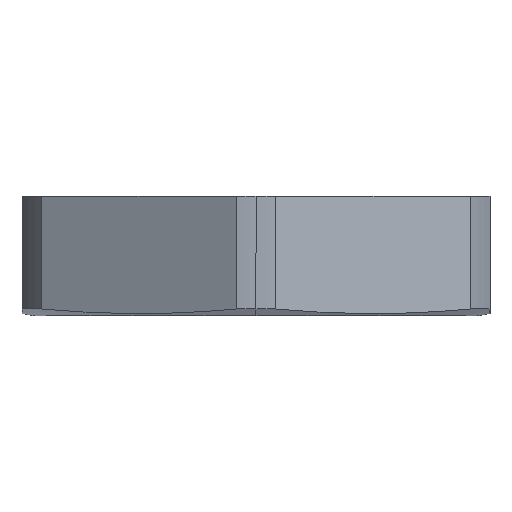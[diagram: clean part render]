
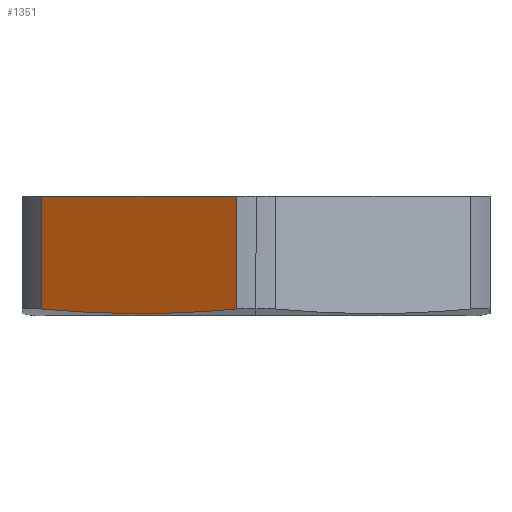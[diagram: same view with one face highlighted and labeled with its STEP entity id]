
A CAD part, left-side view. The second image highlights one B-rep face of the part: STEP entity #1351.
In plain terms, the highlighted planar face has unit normal (-0.866, 0.5, 0).
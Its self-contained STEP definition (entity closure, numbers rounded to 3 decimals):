
#15 = AXIS2_PLACEMENT_3D ( 'NONE', #598, #615, #1328 ) ;
#34 = LINE ( 'NONE', #956, #708 ) ;
#40 = PLANE ( 'NONE',  #15 ) ;
#97 = FACE_OUTER_BOUND ( 'NONE', #790, .T. ) ;
#101 = VERTEX_POINT ( 'NONE', #1536 ) ;
#106 = CARTESIAN_POINT ( 'NONE',  ( -3.884, 4.273, 0.085 ) ) ;
#109 = EDGE_CURVE ( 'NONE', #101, #511, #1102, .T. ) ;
#223 = CARTESIAN_POINT ( 'NONE',  ( -3.444, 5.035, 10. ) ) ;
#253 = CARTESIAN_POINT ( 'NONE',  ( -3.175, 5.5, 2.8 ) ) ;
#268 = LINE ( 'NONE', #253, #305 ) ;
#305 = VECTOR ( 'NONE', #1277, 1000. ) ;
#339 = CARTESIAN_POINT ( 'NONE',  ( -4.763, 2.75, 0.006 ) ) ;
#446 = EDGE_CURVE ( 'NONE', #101, #1090, #1334, .T. ) ;
#475 = ORIENTED_EDGE ( 'NONE', *, *, #109, .T. ) ;
#511 = VERTEX_POINT ( 'NONE', #794 ) ;
#533 = VERTEX_POINT ( 'NONE', #661 ) ;
#553 = ORIENTED_EDGE ( 'NONE', *, *, #1233, .F. ) ;
#598 = CARTESIAN_POINT ( 'NONE',  ( -3.175, 5.5, 2.8 ) ) ;
#615 = DIRECTION ( 'NONE',  ( 0.866, -0.5, 0. ) ) ;
#661 = CARTESIAN_POINT ( 'NONE',  ( -6.082, 0.465, 2.8 ) ) ;
#682 = CARTESIAN_POINT ( 'NONE',  ( -5.643, 1.227, 0.085 ) ) ;
#708 = VECTOR ( 'NONE', #1074, 1000. ) ;
#756 = EDGE_CURVE ( 'NONE', #1090, #533, #268, .T. ) ;
#790 = EDGE_LOOP ( 'NONE', ( #553, #1030, #920, #475 ) ) ;
#794 = CARTESIAN_POINT ( 'NONE',  ( -6.082, 0.465, 0.154 ) ) ;
#920 = ORIENTED_EDGE ( 'NONE', *, *, #446, .F. ) ;
#956 = CARTESIAN_POINT ( 'NONE',  ( -6.082, 0.465, 10. ) ) ;
#1030 = ORIENTED_EDGE ( 'NONE', *, *, #756, .F. ) ;
#1034 = DIRECTION ( 'NONE',  ( 0., 0., 1. ) ) ;
#1074 = DIRECTION ( 'NONE',  ( 0., 0., -1. ) ) ;
#1090 = VERTEX_POINT ( 'NONE', #1274 ) ;
#1102 = B_SPLINE_CURVE_WITH_KNOTS ( 'NONE', 3,
 ( #1529, #106, #339, #682, #1403 ),
 .UNSPECIFIED., .F., .F.,
 ( 4, 1, 4 ),
 ( 0.001, 0.003, 0.006 ),
 .UNSPECIFIED. ) ;
#1233 = EDGE_CURVE ( 'NONE', #533, #511, #34, .T. ) ;
#1274 = CARTESIAN_POINT ( 'NONE',  ( -3.444, 5.035, 2.8 ) ) ;
#1277 = DIRECTION ( 'NONE',  ( -0.5, -0.866, 0. ) ) ;
#1328 = DIRECTION ( 'NONE',  ( 0.5, 0.866, 0. ) ) ;
#1334 = LINE ( 'NONE', #223, #1428 ) ;
#1351 = ADVANCED_FACE ( 'NONE', ( #97 ), #40, .F. ) ;
#1403 = CARTESIAN_POINT ( 'NONE',  ( -6.082, 0.465, 0.154 ) ) ;
#1428 = VECTOR ( 'NONE', #1034, 1000. ) ;
#1529 = CARTESIAN_POINT ( 'NONE',  ( -3.444, 5.035, 0.154 ) ) ;
#1536 = CARTESIAN_POINT ( 'NONE',  ( -3.444, 5.035, 0.154 ) ) ;
